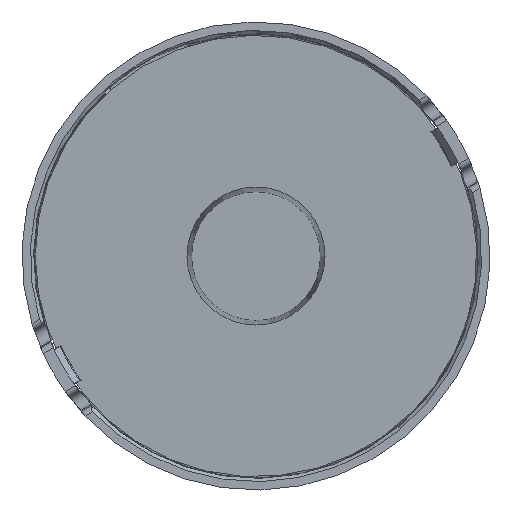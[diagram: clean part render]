
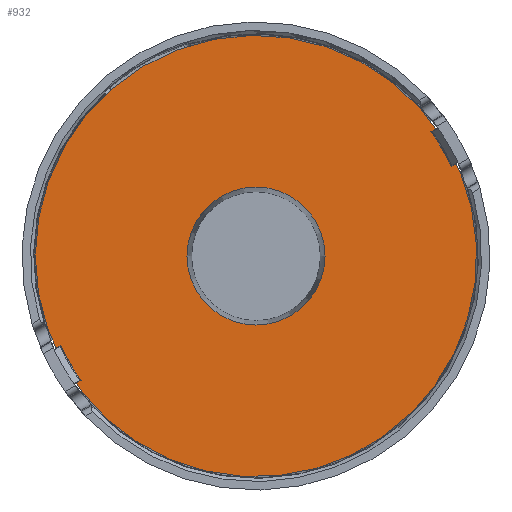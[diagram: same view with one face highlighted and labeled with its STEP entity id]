
A CAD part, top view. The second image highlights one B-rep face of the part: STEP entity #932.
In plain terms, the highlighted planar face has unit normal (0, 0, 1).
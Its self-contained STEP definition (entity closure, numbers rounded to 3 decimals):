
#866=PLANE('',#4477);
#932=ADVANCED_FACE('',(#1564,#1565),#866,.T.);
#1564=FACE_BOUND('',#1628,.T.);
#1565=FACE_BOUND('',#1629,.T.);
#1628=EDGE_LOOP('',(#1946));
#1629=EDGE_LOOP('',(#1947));
#1946=ORIENTED_EDGE('',*,*,#3629,.F.);
#1947=ORIENTED_EDGE('',*,*,#3628,.T.);
#3223=VERTEX_POINT('',#5961);
#3224=VERTEX_POINT('',#5964);
#3628=EDGE_CURVE('',#3223,#3223,#4261,.T.);
#3629=EDGE_CURVE('',#3224,#3224,#4262,.T.);
#4261=CIRCLE('',#4466,17.587);
#4262=CIRCLE('',#4468,5.5);
#4466=AXIS2_PLACEMENT_3D('',#5960,#4880,#4881);
#4468=AXIS2_PLACEMENT_3D('',#5963,#4884,#4885);
#4477=AXIS2_PLACEMENT_3D('',#5976,#4902,#4903);
#4880=DIRECTION('',(0.,0.,1.));
#4881=DIRECTION('',(-1.,0.,0.));
#4884=DIRECTION('',(0.,0.,1.));
#4885=DIRECTION('',(-1.,0.,0.));
#4902=DIRECTION('',(0.,0.,1.));
#4903=DIRECTION('',(1.,0.,0.));
#5960=CARTESIAN_POINT('',(0.,0.,0.));
#5961=CARTESIAN_POINT('',(-17.587,0.,0.));
#5963=CARTESIAN_POINT('',(0.,0.,0.));
#5964=CARTESIAN_POINT('',(-5.5,0.,0.));
#5976=CARTESIAN_POINT('',(-17.5,0.,0.));
